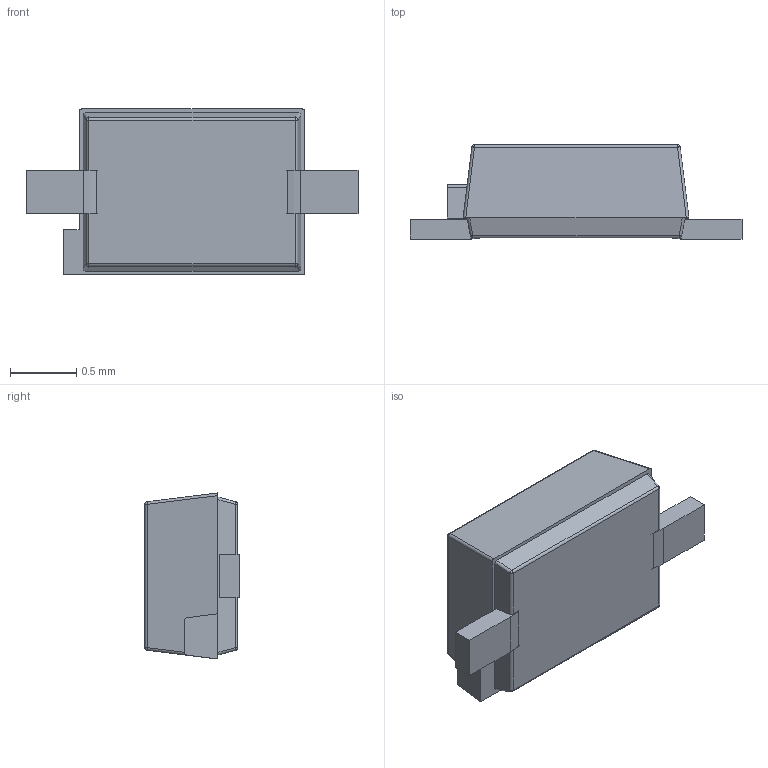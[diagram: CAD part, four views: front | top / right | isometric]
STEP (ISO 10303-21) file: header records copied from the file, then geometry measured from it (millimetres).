
FILE_DESCRIPTION (( 'STEP AP214' ), '1' );
FILE_NAME ('SOT323F.STEP', '2021-04-04T01:29:32', ( '' ), ( '' ), 'SwSTEP 2.0', 'SolidWorks 2020', '' );
FILE_SCHEMA (( 'AUTOMOTIVE_DESIGN' ));
Length unit declared in the file: millimetre
Products named in the file (1): SOT323F
Bounding box: 2.5 x 0.71 x 1.25 mm (x, y, z)
Surface area: 10.6 mm2 (no closed solid volume)
Topology: 0 solids, 4 shells, 84 faces, 254 edges, 176 vertices
Faces by surface type: plane 39, cylinder 37, sphere 8
Entity records: 3778 total; most frequent: CARTESIAN_POINT 545, DIRECTION 490, ORIENTED_EDGE 440, EDGE_CURVE 254, VERTEX_POINT 176, LINE 168, VECTOR 168, AXIS2_PLACEMENT_3D 161
